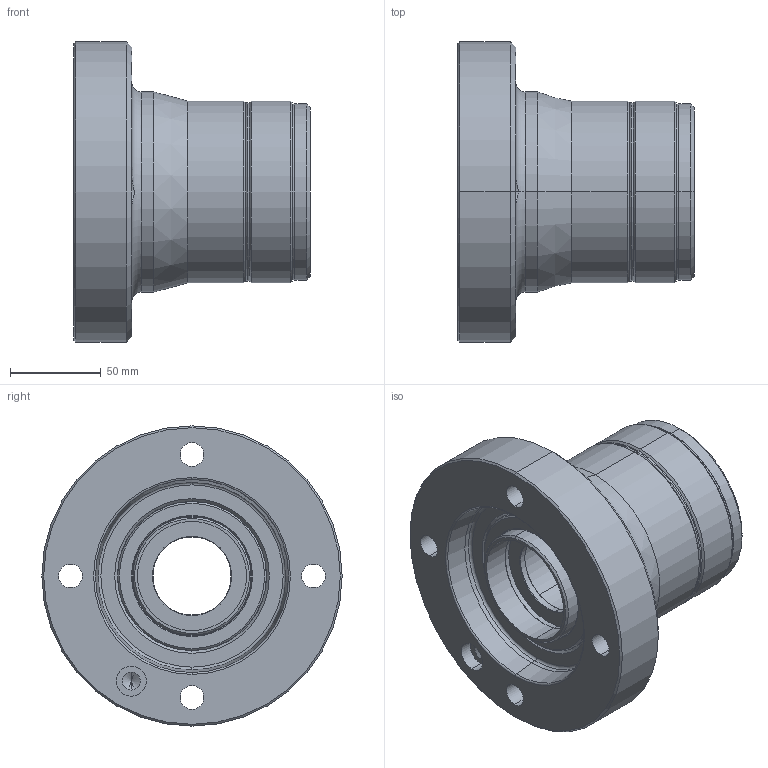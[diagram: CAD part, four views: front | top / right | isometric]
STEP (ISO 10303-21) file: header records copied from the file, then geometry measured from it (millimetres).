
FILE_DESCRIPTION (( 'STEP AP203' ), '1' );
FILE_NAME ('CL-42A6外觀參考.STEP', '2014-02-12T07:58:18', ( 'user' ), ( '' ), 'SwSTEP 2.0', 'SolidWorks 2010', '' );
FILE_SCHEMA (( 'CONFIG_CONTROL_DESIGN' ));
Length unit declared in the file: metre
Products named in the file (6): CL-42A6筒夾襯套; CL-42A6筒夾本體; CL-42A6拉桿螺帽; CL-42A6外觀參考; CL-42A6壓環; CL-42筒夾前蓋
Assembly tree (5 placements, depth 2):
  CL-42A6外觀參考
    CL-42A6壓環
    CL-42A6拉桿螺帽
    CL-42筒夾前蓋
    CL-42A6筒夾襯套
    CL-42A6筒夾本體
Bounding box: 130 x 165 x 165 mm (x, y, z)
Volume: 1069745.3 mm3; surface area: 202105 mm2
Topology: 5 solids, 5 shells, 182 faces, 388 edges, 231 vertices
Faces by surface type: cylinder 76, cone 64, plane 32, torus 10
Entity records: 5644 total; most frequent: DIRECTION 992, CARTESIAN_POINT 897, ORIENTED_EDGE 764, AXIS2_PLACEMENT_3D 426, EDGE_CURVE 382, CIRCLE 236, VERTEX_POINT 231, EDGE_LOOP 221
